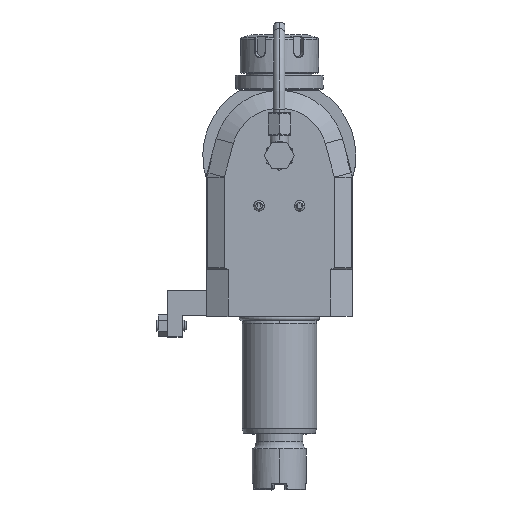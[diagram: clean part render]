
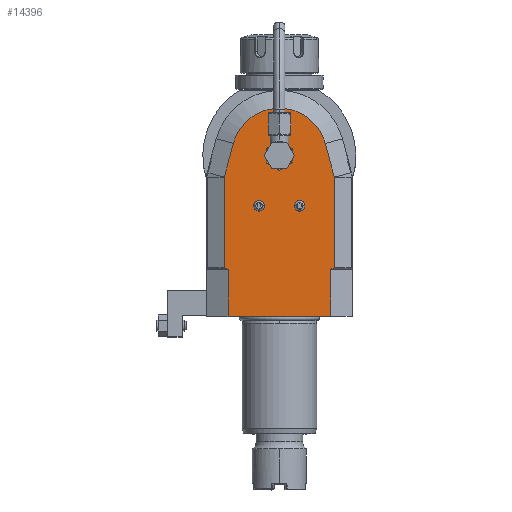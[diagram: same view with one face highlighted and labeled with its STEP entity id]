
A CAD part, top view. The second image highlights one B-rep face of the part: STEP entity #14396.
In plain terms, the highlighted planar face has unit normal (0, 0, 1).
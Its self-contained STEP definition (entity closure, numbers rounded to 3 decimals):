
#356=DIRECTION('',(-1.,0.,0.));
#357=VECTOR('',#356,55.);
#358=CARTESIAN_POINT('',(27.5,-86.,40.));
#359=LINE('',#358,#357);
#534=DIRECTION('',(0.,1.,0.));
#535=VECTOR('',#534,25.);
#536=CARTESIAN_POINT('',(-27.5,-86.,40.));
#537=LINE('',#536,#535);
#538=DIRECTION('',(0.894,-0.447,0.));
#539=VECTOR('',#538,2.236);
#540=CARTESIAN_POINT('',(-29.5,-60.,40.));
#541=LINE('',#540,#539);
#542=DIRECTION('',(0.,-1.,0.));
#543=VECTOR('',#542,48.363);
#544=CARTESIAN_POINT('',(-29.5,-11.637,40.));
#545=LINE('',#544,#543);
#546=CARTESIAN_POINT('',(-29.,-11.637,40.));
#547=DIRECTION('',(0.,0.,1.));
#548=DIRECTION('',(-0.966,0.259,0.));
#549=AXIS2_PLACEMENT_3D('',#546,#547,#548);
#551=DIRECTION('',(-0.259,-0.966,0.));
#552=VECTOR('',#551,18.746);
#553=CARTESIAN_POINT('',(-24.631,6.6,40.));
#554=LINE('',#553,#552);
#555=CARTESIAN_POINT('',(0.,0.,40.));
#556=DIRECTION('',(0.,0.,1.));
#557=DIRECTION('',(0.966,0.259,0.));
#558=AXIS2_PLACEMENT_3D('',#555,#556,#557);
#560=DIRECTION('',(-0.259,0.966,0.));
#561=VECTOR('',#560,18.746);
#562=CARTESIAN_POINT('',(29.483,-11.507,40.));
#563=LINE('',#562,#561);
#564=CARTESIAN_POINT('',(29.,-11.637,40.));
#565=DIRECTION('',(0.,0.,1.));
#566=DIRECTION('',(1.,0.,0.));
#567=AXIS2_PLACEMENT_3D('',#564,#565,#566);
#569=DIRECTION('',(0.,1.,0.));
#570=VECTOR('',#569,48.363);
#571=CARTESIAN_POINT('',(29.5,-60.,40.));
#572=LINE('',#571,#570);
#573=DIRECTION('',(0.894,0.447,0.));
#574=VECTOR('',#573,2.236);
#575=CARTESIAN_POINT('',(27.5,-61.,40.));
#576=LINE('',#575,#574);
#577=DIRECTION('',(0.,-1.,0.));
#578=VECTOR('',#577,25.);
#579=CARTESIAN_POINT('',(27.5,-61.,40.));
#580=LINE('',#579,#578);
#581=CARTESIAN_POINT('',(0.,0.,40.));
#582=DIRECTION('',(0.,0.,1.));
#583=DIRECTION('',(1.,0.,0.));
#584=AXIS2_PLACEMENT_3D('',#581,#582,#583);
#586=CARTESIAN_POINT('',(0.,0.,40.));
#587=DIRECTION('',(0.,0.,1.));
#588=DIRECTION('',(-1.,0.,0.));
#589=AXIS2_PLACEMENT_3D('',#586,#587,#588);
#591=CARTESIAN_POINT('',(10.864,-26.888,40.));
#592=DIRECTION('',(0.,0.,1.));
#593=DIRECTION('',(-1.,0.,0.));
#594=AXIS2_PLACEMENT_3D('',#591,#592,#593);
#596=CARTESIAN_POINT('',(10.864,-26.888,40.));
#597=DIRECTION('',(0.,0.,1.));
#598=DIRECTION('',(1.,0.,0.));
#599=AXIS2_PLACEMENT_3D('',#596,#597,#598);
#601=CARTESIAN_POINT('',(-10.864,-26.888,40.));
#602=DIRECTION('',(0.,0.,1.));
#603=DIRECTION('',(-1.,0.,0.));
#604=AXIS2_PLACEMENT_3D('',#601,#602,#603);
#606=CARTESIAN_POINT('',(-10.864,-26.888,40.));
#607=DIRECTION('',(0.,0.,1.));
#608=DIRECTION('',(1.,0.,0.));
#609=AXIS2_PLACEMENT_3D('',#606,#607,#608);
#12452=CARTESIAN_POINT('',(24.631,6.6,40.));
#12453=CARTESIAN_POINT('',(-24.631,6.6,40.));
#12454=VERTEX_POINT('',#12452);
#12455=VERTEX_POINT('',#12453);
#12460=CARTESIAN_POINT('',(-29.483,-11.507,40.));
#12461=VERTEX_POINT('',#12460);
#12462=CARTESIAN_POINT('',(29.483,-11.507,40.));
#12463=VERTEX_POINT('',#12462);
#12464=CARTESIAN_POINT('',(-29.5,-11.637,40.));
#12465=VERTEX_POINT('',#12464);
#12466=CARTESIAN_POINT('',(29.5,-11.637,40.));
#12467=VERTEX_POINT('',#12466);
#12485=CARTESIAN_POINT('',(29.5,-60.,40.));
#12487=VERTEX_POINT('',#12485);
#12494=CARTESIAN_POINT('',(-29.5,-60.,40.));
#12495=VERTEX_POINT('',#12494);
#12806=CARTESIAN_POINT('',(-13.714,-26.888,40.));
#12807=CARTESIAN_POINT('',(-8.014,-26.888,40.));
#12808=VERTEX_POINT('',#12806);
#12809=VERTEX_POINT('',#12807);
#12842=CARTESIAN_POINT('',(8.014,-26.888,40.));
#12843=CARTESIAN_POINT('',(13.714,-26.888,40.));
#12844=VERTEX_POINT('',#12842);
#12845=VERTEX_POINT('',#12843);
#13568=CARTESIAN_POINT('',(6.5,0.,40.));
#13569=CARTESIAN_POINT('',(-6.5,0.,40.));
#13570=VERTEX_POINT('',#13568);
#13571=VERTEX_POINT('',#13569);
#13732=CARTESIAN_POINT('',(-27.5,-86.,40.));
#13734=VERTEX_POINT('',#13732);
#13737=CARTESIAN_POINT('',(27.5,-86.,40.));
#13739=VERTEX_POINT('',#13737);
#13940=CARTESIAN_POINT('',(27.5,-61.,40.));
#13941=VERTEX_POINT('',#13940);
#13946=CARTESIAN_POINT('',(-27.5,-61.,40.));
#13947=VERTEX_POINT('',#13946);
#14349=CARTESIAN_POINT('',(0.,0.,40.));
#14350=DIRECTION('',(0.,0.,1.));
#14351=DIRECTION('',(1.,0.,0.));
#14352=AXIS2_PLACEMENT_3D('',#14349,#14350,#14351);
#14353=PLANE('',#14352);
#14354=ORIENTED_EDGE('',*,*,#14340,.T.);
#14356=ORIENTED_EDGE('',*,*,#14355,.F.);
#14358=ORIENTED_EDGE('',*,*,#14357,.F.);
#14360=ORIENTED_EDGE('',*,*,#14359,.F.);
#14362=ORIENTED_EDGE('',*,*,#14361,.F.);
#14364=ORIENTED_EDGE('',*,*,#14363,.F.);
#14366=ORIENTED_EDGE('',*,*,#14365,.F.);
#14368=ORIENTED_EDGE('',*,*,#14367,.F.);
#14370=ORIENTED_EDGE('',*,*,#14369,.F.);
#14372=ORIENTED_EDGE('',*,*,#14371,.F.);
#14374=ORIENTED_EDGE('',*,*,#14373,.T.);
#14375=ORIENTED_EDGE('',*,*,#14313,.T.);
#14376=EDGE_LOOP('',(#14354,#14356,#14358,#14360,#14362,#14364,#14366,#14368,
#14370,#14372,#14374,#14375));
#14377=FACE_OUTER_BOUND('',#14376,.F.);
#14379=ORIENTED_EDGE('',*,*,#14378,.T.);
#14381=ORIENTED_EDGE('',*,*,#14380,.T.);
#14382=EDGE_LOOP('',(#14379,#14381));
#14383=FACE_BOUND('',#14382,.F.);
#14385=ORIENTED_EDGE('',*,*,#14384,.T.);
#14387=ORIENTED_EDGE('',*,*,#14386,.T.);
#14388=EDGE_LOOP('',(#14385,#14387));
#14389=FACE_BOUND('',#14388,.F.);
#14391=ORIENTED_EDGE('',*,*,#14390,.T.);
#14393=ORIENTED_EDGE('',*,*,#14392,.T.);
#14394=EDGE_LOOP('',(#14391,#14393));
#14395=FACE_BOUND('',#14394,.F.);
#550=CIRCLE('',#549,0.5);
#559=CIRCLE('',#558,25.5);
#568=CIRCLE('',#567,0.5);
#585=CIRCLE('',#584,6.5);
#590=CIRCLE('',#589,6.5);
#595=CIRCLE('',#594,2.85);
#600=CIRCLE('',#599,2.85);
#605=CIRCLE('',#604,2.85);
#610=CIRCLE('',#609,2.85);
#14313=EDGE_CURVE('',#13739,#13734,#359,.T.);
#14340=EDGE_CURVE('',#13734,#13947,#537,.T.);
#14355=EDGE_CURVE('',#12495,#13947,#541,.T.);
#14357=EDGE_CURVE('',#12465,#12495,#545,.T.);
#14359=EDGE_CURVE('',#12461,#12465,#550,.T.);
#14361=EDGE_CURVE('',#12455,#12461,#554,.T.);
#14363=EDGE_CURVE('',#12454,#12455,#559,.T.);
#14365=EDGE_CURVE('',#12463,#12454,#563,.T.);
#14367=EDGE_CURVE('',#12467,#12463,#568,.T.);
#14369=EDGE_CURVE('',#12487,#12467,#572,.T.);
#14371=EDGE_CURVE('',#13941,#12487,#576,.T.);
#14373=EDGE_CURVE('',#13941,#13739,#580,.T.);
#14378=EDGE_CURVE('',#13570,#13571,#585,.T.);
#14380=EDGE_CURVE('',#13571,#13570,#590,.T.);
#14384=EDGE_CURVE('',#12844,#12845,#595,.T.);
#14386=EDGE_CURVE('',#12845,#12844,#600,.T.);
#14390=EDGE_CURVE('',#12808,#12809,#605,.T.);
#14392=EDGE_CURVE('',#12809,#12808,#610,.T.);
#14396=ADVANCED_FACE('',(#14377,#14383,#14389,#14395),#14353,.T.);
